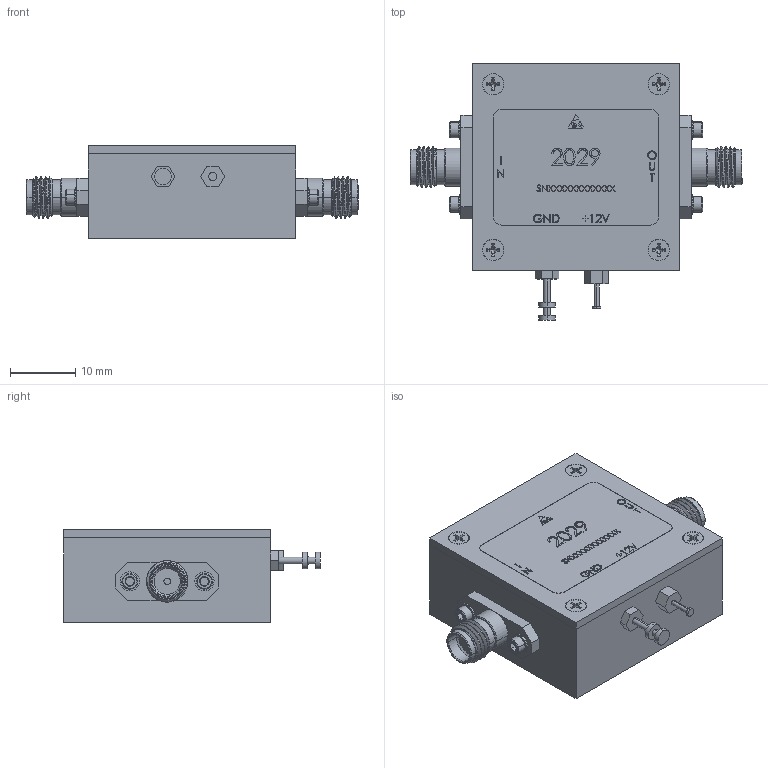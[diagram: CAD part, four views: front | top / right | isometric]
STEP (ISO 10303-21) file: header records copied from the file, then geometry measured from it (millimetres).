
FILE_DESCRIPTION (( 'STEP AP214' ), '1' );
FILE_NAME ('FMFX2029_3D.step', '2023-08-08T20:37:17', ( '' ), ( '' ), 'SwSTEP 2.0', 'SolidWorks 2022', '' );
FILE_SCHEMA (( 'AUTOMOTIVE_DESIGN' ));
Length unit declared in the file: inch
Products named in the file (1): FMFX2029_3D
Bounding box: 50.9 x 39.37 x 14.35 mm (x, y, z)
Volume: 15009.6 mm3; surface area: 5094.5 mm2
Topology: 1 solids, 13 shells, 1015 faces, 2603 edges, 1684 vertices
Faces by surface type: plane 527, cylinder 213, cone 152, bspline 123
Entity records: 43747 total; most frequent: CARTESIAN_POINT 20648, ORIENTED_EDGE 5158, DIRECTION 4159, EDGE_CURVE 2579, VERTEX_POINT 1684, LINE 1537, VECTOR 1537, AXIS2_PLACEMENT_3D 1311
